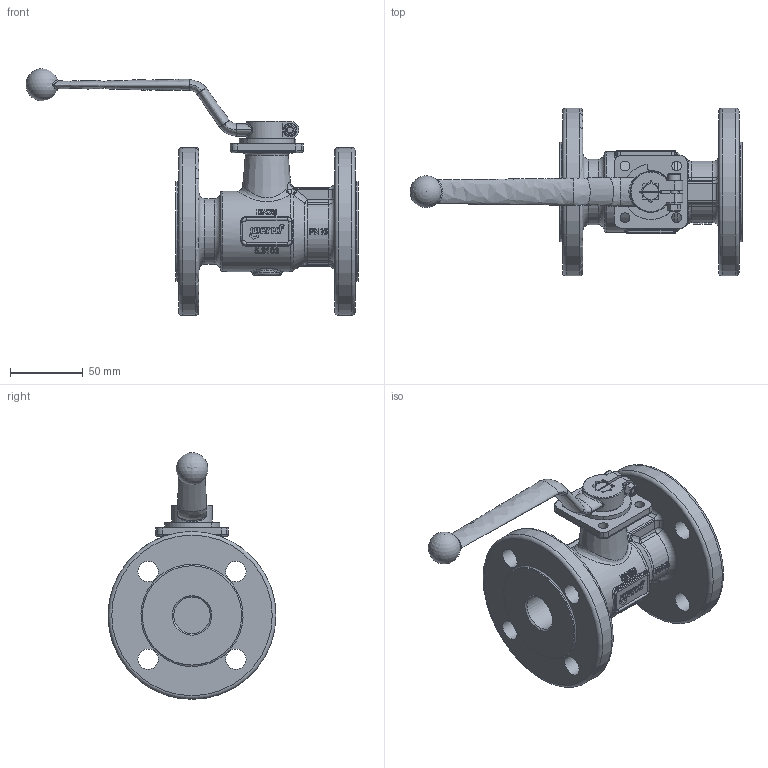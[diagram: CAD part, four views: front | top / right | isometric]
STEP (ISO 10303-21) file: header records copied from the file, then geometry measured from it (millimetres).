
FILE_DESCRIPTION(('HOOPS Exchange Step'),'2;1');
FILE_NAME('FK0100_DN25_PN16.stp','2025-07-17T15:22:28+02:00',('nieru'),('Unknown organisation'),'HOOPS Exchange 2024.2','HOOPS Exchange','Unknown authorisation');
FILE_SCHEMA( ('AP203_CONFIGURATION_CONTROLLED_3D_DESIGN_OF_MECHANICAL_PARTS_AND_ASSEMBLIES_MIM_LF') );
Length unit declared in the file: millimetre
Products named in the file (2): 0; root
Assembly tree (1 placements, depth 2):
  root
    0
Bounding box: 227.5 x 115 x 169 mm (x, y, z)
Volume: 511199.1 mm3; surface area: 92998.1 mm2
Topology: 1 solids, 2 shells, 862 faces, 2434 edges, 1604 vertices
Faces by surface type: plane 304, bspline 280, cylinder 177, torus 59, cone 27, sphere 15
Full cylindrical faces by diameter (mm): 4.134 x1, 5 x2, 5.2 x2, 6.6 x4, 8.5 x1, 14 x8, 15.95 x1, 25 x2, 45 x1, 55 x1, 68 x2, 115 x2
Entity records: 42397 total; most frequent: CARTESIAN_POINT 22520, ORIENTED_EDGE 4862, DIRECTION 3052, EDGE_CURVE 2431, VERTEX_POINT 1604, AXIS2_PLACEMENT_3D 1084, EDGE_LOOP 945, FACE_BOUND 945
